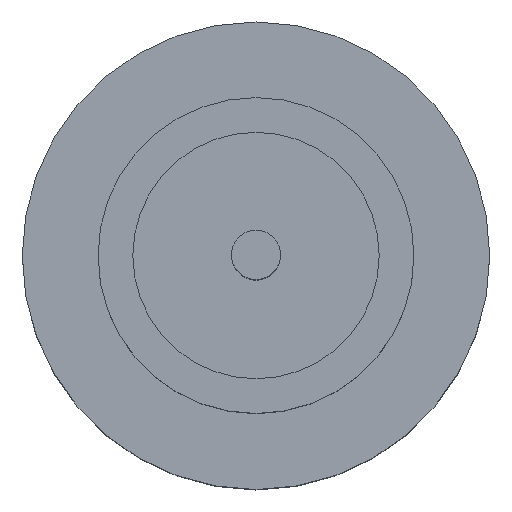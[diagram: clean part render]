
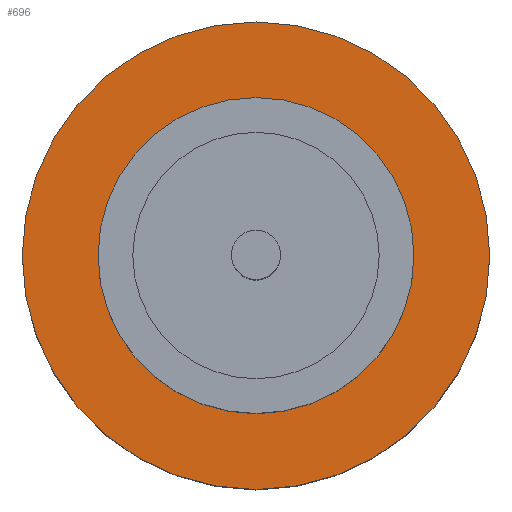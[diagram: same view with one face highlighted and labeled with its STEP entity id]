
A CAD part, top view. The second image highlights one B-rep face of the part: STEP entity #696.
In plain terms, the highlighted planar face has unit normal (0, 0, 1).
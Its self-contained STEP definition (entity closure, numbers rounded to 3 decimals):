
#1 = CARTESIAN_POINT ( 'NONE',  ( 0., 0., 1.55 ) ) ;
#6 = CIRCLE ( 'NONE', #236, 1.25 ) ;
#9 = DIRECTION ( 'NONE',  ( 1., 0., 0. ) ) ;
#25 = CIRCLE ( 'NONE', #115, 1.85 ) ;
#33 = DIRECTION ( 'NONE',  ( 0., 0., 1. ) ) ;
#72 = ORIENTED_EDGE ( 'NONE', *, *, #545, .T. ) ;
#91 = AXIS2_PLACEMENT_3D ( 'NONE', #250, #600, #247 ) ;
#104 = EDGE_CURVE ( 'NONE', #580, #481, #123, .T. ) ;
#115 = AXIS2_PLACEMENT_3D ( 'NONE', #1, #475, #310 ) ;
#123 = CIRCLE ( 'NONE', #459, 1.85 ) ;
#126 = CARTESIAN_POINT ( 'NONE',  ( 0., 0., 1.55 ) ) ;
#218 = EDGE_CURVE ( 'NONE', #739, #542, #6, .T. ) ;
#228 = CARTESIAN_POINT ( 'NONE',  ( 0., 0., 1.55 ) ) ;
#236 = AXIS2_PLACEMENT_3D ( 'NONE', #741, #541, #9 ) ;
#244 = EDGE_CURVE ( 'NONE', #542, #739, #291, .T. ) ;
#246 = EDGE_LOOP ( 'NONE', ( #368, #528 ) ) ;
#247 = DIRECTION ( 'NONE',  ( 1., 0., 0. ) ) ;
#250 = CARTESIAN_POINT ( 'NONE',  ( 0., 0., 1.55 ) ) ;
#267 = CARTESIAN_POINT ( 'NONE',  ( -1.25, 0., 1.55 ) ) ;
#291 = CIRCLE ( 'NONE', #737, 1.25 ) ;
#310 = DIRECTION ( 'NONE',  ( 1., 0., 0. ) ) ;
#318 = FACE_BOUND ( 'NONE', #246, .T. ) ;
#345 = DIRECTION ( 'NONE',  ( 1., 0., 0. ) ) ;
#359 = CARTESIAN_POINT ( 'NONE',  ( 1.25, 0., 1.55 ) ) ;
#368 = ORIENTED_EDGE ( 'NONE', *, *, #244, .F. ) ;
#370 = DIRECTION ( 'NONE',  ( 0., 0., 1. ) ) ;
#406 = DIRECTION ( 'NONE',  ( 1., 0., 0. ) ) ;
#459 = AXIS2_PLACEMENT_3D ( 'NONE', #228, #33, #345 ) ;
#475 = DIRECTION ( 'NONE',  ( 0., 0., 1. ) ) ;
#481 = VERTEX_POINT ( 'NONE', #644 ) ;
#515 = EDGE_LOOP ( 'NONE', ( #72, #700 ) ) ;
#528 = ORIENTED_EDGE ( 'NONE', *, *, #218, .F. ) ;
#531 = FACE_OUTER_BOUND ( 'NONE', #515, .T. ) ;
#541 = DIRECTION ( 'NONE',  ( 0., 0., 1. ) ) ;
#542 = VERTEX_POINT ( 'NONE', #359 ) ;
#545 = EDGE_CURVE ( 'NONE', #481, #580, #25, .T. ) ;
#580 = VERTEX_POINT ( 'NONE', #594 ) ;
#594 = CARTESIAN_POINT ( 'NONE',  ( 1.85, 0., 1.55 ) ) ;
#599 = PLANE ( 'NONE',  #91 ) ;
#600 = DIRECTION ( 'NONE',  ( 0., 0., 1. ) ) ;
#644 = CARTESIAN_POINT ( 'NONE',  ( -1.85, 0., 1.55 ) ) ;
#696 = ADVANCED_FACE ( 'NONE', ( #318, #531 ), #599, .T. ) ;
#700 = ORIENTED_EDGE ( 'NONE', *, *, #104, .T. ) ;
#737 = AXIS2_PLACEMENT_3D ( 'NONE', #126, #370, #406 ) ;
#739 = VERTEX_POINT ( 'NONE', #267 ) ;
#741 = CARTESIAN_POINT ( 'NONE',  ( 0., 0., 1.55 ) ) ;
